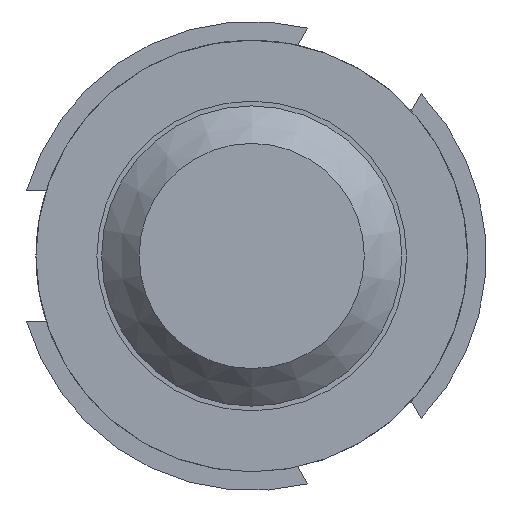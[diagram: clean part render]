
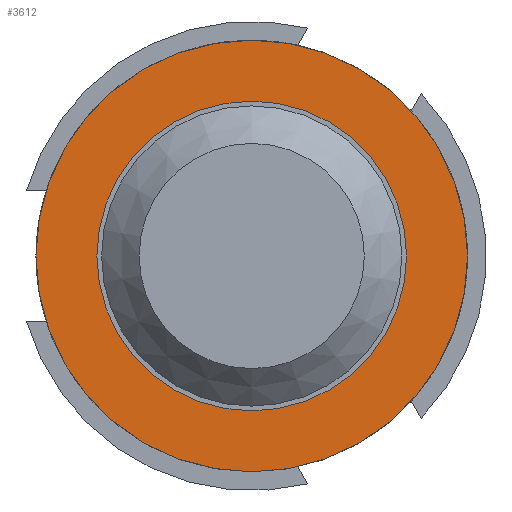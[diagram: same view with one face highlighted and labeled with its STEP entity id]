
A CAD part, front view. The second image highlights one B-rep face of the part: STEP entity #3612.
In plain terms, the highlighted planar face has unit normal (0, -1, 0).
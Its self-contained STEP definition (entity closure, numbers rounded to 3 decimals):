
#16 = DIRECTION ( 'NONE',  ( 0., 1., 0. ) ) ;
#53 = AXIS2_PLACEMENT_3D ( 'NONE', #1751, #16, #2345 ) ;
#67 = DIRECTION ( 'NONE',  ( 0., 1., 0. ) ) ;
#430 = CARTESIAN_POINT ( 'NONE',  ( 0., -1.5, 0.825 ) ) ;
#647 = AXIS2_PLACEMENT_3D ( 'NONE', #3659, #1608, #2188 ) ;
#745 = EDGE_CURVE ( 'NONE', #1693, #1693, #2298, .T. ) ;
#886 = EDGE_LOOP ( 'NONE', ( #1050 ) ) ;
#890 = PLANE ( 'NONE',  #53 ) ;
#901 = VERTEX_POINT ( 'NONE', #430 ) ;
#951 = DIRECTION ( 'NONE',  ( 0., 0., 1. ) ) ;
#1036 = AXIS2_PLACEMENT_3D ( 'NONE', #1857, #67, #951 ) ;
#1050 = ORIENTED_EDGE ( 'NONE', *, *, #745, .F. ) ;
#1074 = EDGE_LOOP ( 'NONE', ( #3341 ) ) ;
#1151 = EDGE_CURVE ( 'NONE', #901, #901, #3442, .T. ) ;
#1608 = DIRECTION ( 'NONE',  ( 0., 1., 0. ) ) ;
#1693 = VERTEX_POINT ( 'NONE', #2394 ) ;
#1751 = CARTESIAN_POINT ( 'NONE',  ( 0.825, -1.5, 0. ) ) ;
#1831 = FACE_OUTER_BOUND ( 'NONE', #886, .T. ) ;
#1857 = CARTESIAN_POINT ( 'NONE',  ( 0., -1.5, 0. ) ) ;
#2188 = DIRECTION ( 'NONE',  ( 0., 0., 1. ) ) ;
#2298 = CIRCLE ( 'NONE', #647, 1.15 ) ;
#2345 = DIRECTION ( 'NONE',  ( 0., 0., 1. ) ) ;
#2394 = CARTESIAN_POINT ( 'NONE',  ( 0., -1.5, 1.15 ) ) ;
#2421 = FACE_BOUND ( 'NONE', #1074, .T. ) ;
#3341 = ORIENTED_EDGE ( 'NONE', *, *, #1151, .T. ) ;
#3442 = CIRCLE ( 'NONE', #1036, 0.825 ) ;
#3612 = ADVANCED_FACE ( 'Defeature ausgef�hrt1_43', ( #1831, #2421 ), #890, .F. ) ;
#3659 = CARTESIAN_POINT ( 'NONE',  ( 0., -1.5, 0. ) ) ;
